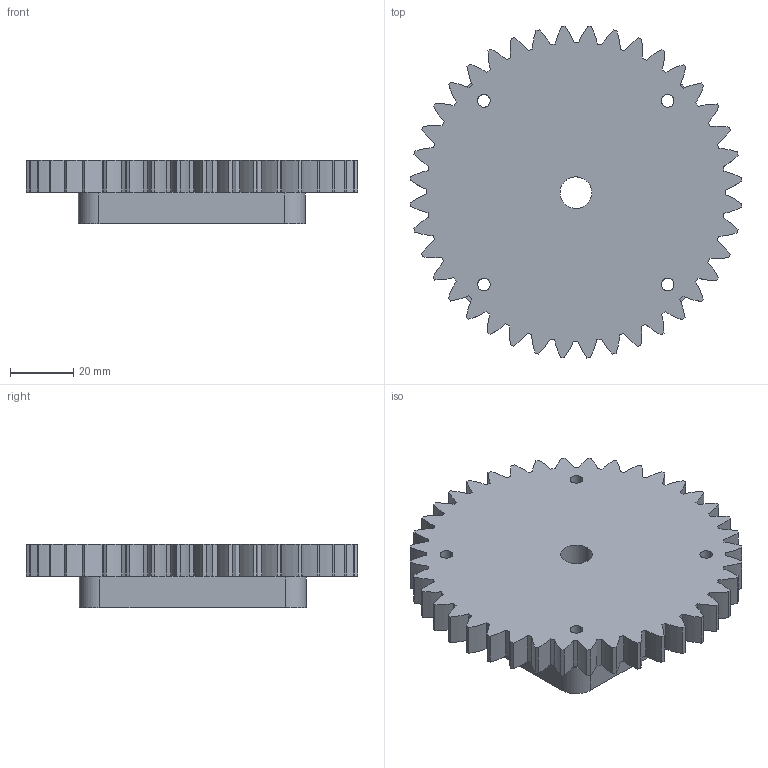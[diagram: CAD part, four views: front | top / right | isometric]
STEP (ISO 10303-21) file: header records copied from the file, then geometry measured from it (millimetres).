
FILE_DESCRIPTION(/* description */ (''),/* implementation_level */ '2;1');
FILE_NAME(/* name */ '1-big-cog',/* time_stamp */ '2024-10-21T11:41:38+02:00',/* author */ (''),/* organization */ (''),/* preprocessor_version */ 'ST-DEVELOPER v16.5',/* originating_system */ 'Rhino 7.37',/* authorisation */ '');
FILE_SCHEMA (('CONFIG_CONTROL_DESIGN'));
Length unit declared in the file: centimetre
Products named in the file (1): Document
Bounding box: 104.77 x 104.77 x 19.96 mm (x, y, z)
Volume: 101457.8 mm3; surface area: 32541.1 mm2
Topology: 2 solids, 2 shells, 279 faces, 825 edges, 550 vertices
Faces by surface type: plane 133, bspline 120, cylinder 26
Entity records: 19520 total; most frequent: CARTESIAN_POINT 14170, ORIENTED_EDGE 1650, EDGE_CURVE 825, B_SPLINE_CURVE_WITH_KNOTS 757, VERTEX_POINT 550, EDGE_LOOP 299, ADVANCED_FACE 279, FACE_OUTER_BOUND 279
